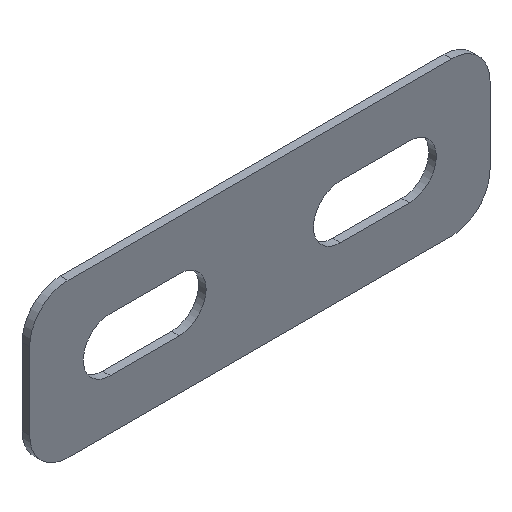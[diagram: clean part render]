
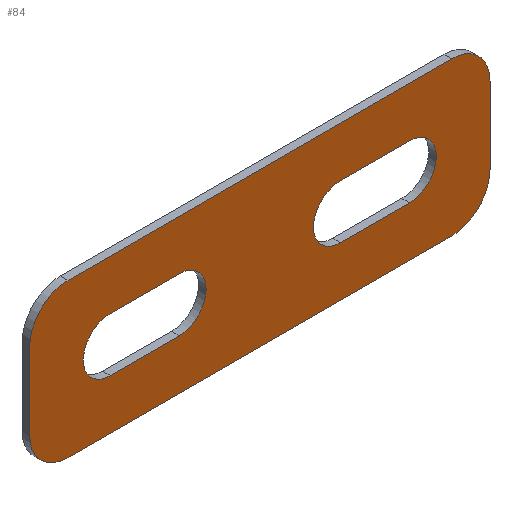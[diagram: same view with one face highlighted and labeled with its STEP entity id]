
A CAD part, isometric view. The second image highlights one B-rep face of the part: STEP entity #84.
In plain terms, the highlighted planar face has unit normal (0, -1, 0).
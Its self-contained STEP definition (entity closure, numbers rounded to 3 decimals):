
#1 = ORIENTED_EDGE ( 'NONE', *, *, #2143, .F. ) ;
#25 = CARTESIAN_POINT ( 'NONE',  ( 19.5, -1., 6.5 ) ) ;
#53 = DIRECTION ( 'NONE',  ( 0., 1., 0. ) ) ;
#83 = CARTESIAN_POINT ( 'NONE',  ( 60., -1., 15. ) ) ;
#84 = ADVANCED_FACE ( 'NONE', ( #1682, #1695, #1291 ), #281, .F. ) ;
#86 = CARTESIAN_POINT ( 'NONE',  ( 19.5, -1., 13.5 ) ) ;
#95 = ORIENTED_EDGE ( 'NONE', *, *, #285, .T. ) ;
#97 = AXIS2_PLACEMENT_3D ( 'NONE', #240, #53, #846 ) ;
#127 = DIRECTION ( 'NONE',  ( 1., 0., 0. ) ) ;
#156 = CARTESIAN_POINT ( 'NONE',  ( 10.5, -1., 13.5 ) ) ;
#161 = DIRECTION ( 'NONE',  ( 0., 0., 1. ) ) ;
#170 = VECTOR ( 'NONE', #1274, 1000. ) ;
#171 = DIRECTION ( 'NONE',  ( 0., 0., 1. ) ) ;
#208 = AXIS2_PLACEMENT_3D ( 'NONE', #1477, #1066, #296 ) ;
#212 = ORIENTED_EDGE ( 'NONE', *, *, #2473, .F. ) ;
#240 = CARTESIAN_POINT ( 'NONE',  ( 19.5, -1., 10. ) ) ;
#278 = DIRECTION ( 'NONE',  ( 0., 0., -1. ) ) ;
#281 = PLANE ( 'NONE',  #208 ) ;
#282 = EDGE_LOOP ( 'NONE', ( #212, #1, #1188, #627, #931, #2039, #1905, #2003 ) ) ;
#285 = EDGE_CURVE ( 'NONE', #1821, #2412, #421, .T. ) ;
#296 = DIRECTION ( 'NONE',  ( 0., 0., 1. ) ) ;
#421 = CIRCLE ( 'NONE', #825, 3.5 ) ;
#423 = CARTESIAN_POINT ( 'NONE',  ( 0., -1., 5. ) ) ;
#457 = DIRECTION ( 'NONE',  ( 0., 0., -1. ) ) ;
#460 = VERTEX_POINT ( 'NONE', #2474 ) ;
#461 = ORIENTED_EDGE ( 'NONE', *, *, #1594, .T. ) ;
#493 = DIRECTION ( 'NONE',  ( 0., 1., 0. ) ) ;
#533 = CARTESIAN_POINT ( 'NONE',  ( 10.5, -1., 10. ) ) ;
#560 = LINE ( 'NONE', #797, #1847 ) ;
#567 = DIRECTION ( 'NONE',  ( 0., 1., 0. ) ) ;
#608 = LINE ( 'NONE', #2496, #1474 ) ;
#616 = EDGE_CURVE ( 'NONE', #1852, #1045, #2041, .T. ) ;
#621 = DIRECTION ( 'NONE',  ( 0., 0., -1. ) ) ;
#627 = ORIENTED_EDGE ( 'NONE', *, *, #1860, .F. ) ;
#681 = EDGE_CURVE ( 'NONE', #2412, #1685, #1098, .T. ) ;
#729 = EDGE_CURVE ( 'NONE', #2310, #907, #2082, .T. ) ;
#756 = VERTEX_POINT ( 'NONE', #86 ) ;
#761 = CARTESIAN_POINT ( 'NONE',  ( 49.5, -1., 13.5 ) ) ;
#797 = CARTESIAN_POINT ( 'NONE',  ( 5., -1., 0. ) ) ;
#820 = CARTESIAN_POINT ( 'NONE',  ( 40.5, -1., 6.5 ) ) ;
#825 = AXIS2_PLACEMENT_3D ( 'NONE', #1592, #838, #278 ) ;
#831 = AXIS2_PLACEMENT_3D ( 'NONE', #1338, #567, #171 ) ;
#838 = DIRECTION ( 'NONE',  ( 0., 1., 0. ) ) ;
#843 = CARTESIAN_POINT ( 'NONE',  ( 55., -1., 15. ) ) ;
#846 = DIRECTION ( 'NONE',  ( 0., 0., 1. ) ) ;
#896 = EDGE_CURVE ( 'NONE', #1408, #2101, #2512, .T. ) ;
#905 = CARTESIAN_POINT ( 'NONE',  ( 49.5, -1., 13.5 ) ) ;
#907 = VERTEX_POINT ( 'NONE', #1354 ) ;
#913 = VECTOR ( 'NONE', #1797, 1000. ) ;
#928 = CARTESIAN_POINT ( 'NONE',  ( 0., -1., 15. ) ) ;
#929 = CARTESIAN_POINT ( 'NONE',  ( 60., -1., 5. ) ) ;
#931 = ORIENTED_EDGE ( 'NONE', *, *, #2162, .F. ) ;
#957 = ORIENTED_EDGE ( 'NONE', *, *, #681, .T. ) ;
#1013 = EDGE_CURVE ( 'NONE', #1685, #2464, #2043, .T. ) ;
#1018 = ORIENTED_EDGE ( 'NONE', *, *, #2468, .T. ) ;
#1024 = CARTESIAN_POINT ( 'NONE',  ( 55., -1., 20. ) ) ;
#1045 = VERTEX_POINT ( 'NONE', #2180 ) ;
#1060 = DIRECTION ( 'NONE',  ( 0., 1., 0. ) ) ;
#1066 = DIRECTION ( 'NONE',  ( 0., 1., 0. ) ) ;
#1073 = CARTESIAN_POINT ( 'NONE',  ( 40.5, -1., 13.5 ) ) ;
#1098 = LINE ( 'NONE', #905, #170 ) ;
#1110 = DIRECTION ( 'NONE',  ( 0., 0., 1. ) ) ;
#1118 = CIRCLE ( 'NONE', #831, 5. ) ;
#1122 = VECTOR ( 'NONE', #1152, 1000. ) ;
#1124 = DIRECTION ( 'NONE',  ( 0., 0., 1. ) ) ;
#1152 = DIRECTION ( 'NONE',  ( -1., 0., 0. ) ) ;
#1176 = ORIENTED_EDGE ( 'NONE', *, *, #1814, .T. ) ;
#1188 = ORIENTED_EDGE ( 'NONE', *, *, #616, .F. ) ;
#1200 = AXIS2_PLACEMENT_3D ( 'NONE', #533, #493, #1110 ) ;
#1229 = LINE ( 'NONE', #1024, #913 ) ;
#1250 = CARTESIAN_POINT ( 'NONE',  ( 55., -1., 5. ) ) ;
#1274 = DIRECTION ( 'NONE',  ( 1., 0., 0. ) ) ;
#1291 = FACE_OUTER_BOUND ( 'NONE', #282, .T. ) ;
#1302 = LINE ( 'NONE', #156, #2135 ) ;
#1312 = DIRECTION ( 'NONE',  ( 0., 0., -1. ) ) ;
#1321 = EDGE_CURVE ( 'NONE', #2101, #1833, #1118, .T. ) ;
#1329 = DIRECTION ( 'NONE',  ( -1., 0., 0. ) ) ;
#1338 = CARTESIAN_POINT ( 'NONE',  ( 5., -1., 15. ) ) ;
#1354 = CARTESIAN_POINT ( 'NONE',  ( 10.5, -1., 13.5 ) ) ;
#1361 = AXIS2_PLACEMENT_3D ( 'NONE', #1978, #2348, #621 ) ;
#1408 = VERTEX_POINT ( 'NONE', #423 ) ;
#1414 = CARTESIAN_POINT ( 'NONE',  ( 5., -1., 20. ) ) ;
#1433 = VECTOR ( 'NONE', #1312, 1000. ) ;
#1442 = VERTEX_POINT ( 'NONE', #25 ) ;
#1448 = ORIENTED_EDGE ( 'NONE', *, *, #1013, .T. ) ;
#1458 = CARTESIAN_POINT ( 'NONE',  ( 60., -1., 5. ) ) ;
#1467 = CARTESIAN_POINT ( 'NONE',  ( 10.5, -1., 6.5 ) ) ;
#1474 = VECTOR ( 'NONE', #1917, 1000. ) ;
#1475 = CIRCLE ( 'NONE', #2138, 5. ) ;
#1477 = CARTESIAN_POINT ( 'NONE',  ( 5., -1., 5. ) ) ;
#1484 = LINE ( 'NONE', #929, #1433 ) ;
#1543 = CARTESIAN_POINT ( 'NONE',  ( 5., -1., 5. ) ) ;
#1561 = DIRECTION ( 'NONE',  ( 0., 1., 0. ) ) ;
#1592 = CARTESIAN_POINT ( 'NONE',  ( 40.5, -1., 10. ) ) ;
#1594 = EDGE_CURVE ( 'NONE', #907, #756, #1302, .T. ) ;
#1636 = AXIS2_PLACEMENT_3D ( 'NONE', #1543, #1561, #1124 ) ;
#1682 = FACE_BOUND ( 'NONE', #2259, .T. ) ;
#1685 = VERTEX_POINT ( 'NONE', #761 ) ;
#1695 = FACE_BOUND ( 'NONE', #2306, .T. ) ;
#1717 = CARTESIAN_POINT ( 'NONE',  ( 0., -1., 15. ) ) ;
#1727 = CARTESIAN_POINT ( 'NONE',  ( 49.5, -1., 6.5 ) ) ;
#1728 = VERTEX_POINT ( 'NONE', #2119 ) ;
#1743 = LINE ( 'NONE', #2115, #1122 ) ;
#1797 = DIRECTION ( 'NONE',  ( 1., 0., 0. ) ) ;
#1814 = EDGE_CURVE ( 'NONE', #756, #1442, #2005, .T. ) ;
#1818 = EDGE_CURVE ( 'NONE', #1833, #460, #1229, .T. ) ;
#1821 = VERTEX_POINT ( 'NONE', #820 ) ;
#1833 = VERTEX_POINT ( 'NONE', #1414 ) ;
#1847 = VECTOR ( 'NONE', #1329, 1000. ) ;
#1852 = VERTEX_POINT ( 'NONE', #1458 ) ;
#1860 = EDGE_CURVE ( 'NONE', #2335, #1852, #1484, .T. ) ;
#1885 = AXIS2_PLACEMENT_3D ( 'NONE', #1250, #2350, #457 ) ;
#1905 = ORIENTED_EDGE ( 'NONE', *, *, #1321, .F. ) ;
#1917 = DIRECTION ( 'NONE',  ( -1., 0., 0. ) ) ;
#1951 = ORIENTED_EDGE ( 'NONE', *, *, #729, .T. ) ;
#1978 = CARTESIAN_POINT ( 'NONE',  ( 49.5, -1., 10. ) ) ;
#2003 = ORIENTED_EDGE ( 'NONE', *, *, #896, .F. ) ;
#2005 = CIRCLE ( 'NONE', #97, 3.5 ) ;
#2007 = CIRCLE ( 'NONE', #1636, 5. ) ;
#2029 = EDGE_CURVE ( 'NONE', #2464, #1821, #1743, .T. ) ;
#2039 = ORIENTED_EDGE ( 'NONE', *, *, #1818, .F. ) ;
#2041 = CIRCLE ( 'NONE', #1885, 5. ) ;
#2043 = CIRCLE ( 'NONE', #1361, 3.5 ) ;
#2082 = CIRCLE ( 'NONE', #1200, 3.5 ) ;
#2101 = VERTEX_POINT ( 'NONE', #1717 ) ;
#2115 = CARTESIAN_POINT ( 'NONE',  ( 49.5, -1., 6.5 ) ) ;
#2119 = CARTESIAN_POINT ( 'NONE',  ( 5., -1., 0. ) ) ;
#2135 = VECTOR ( 'NONE', #127, 1000. ) ;
#2138 = AXIS2_PLACEMENT_3D ( 'NONE', #843, #1060, #2181 ) ;
#2143 = EDGE_CURVE ( 'NONE', #1045, #1728, #560, .T. ) ;
#2162 = EDGE_CURVE ( 'NONE', #460, #2335, #1475, .T. ) ;
#2180 = CARTESIAN_POINT ( 'NONE',  ( 55., -1., 0. ) ) ;
#2181 = DIRECTION ( 'NONE',  ( 0., 0., 1. ) ) ;
#2259 = EDGE_LOOP ( 'NONE', ( #957, #1448, #2369, #95 ) ) ;
#2306 = EDGE_LOOP ( 'NONE', ( #1018, #1951, #461, #1176 ) ) ;
#2310 = VERTEX_POINT ( 'NONE', #1467 ) ;
#2335 = VERTEX_POINT ( 'NONE', #83 ) ;
#2348 = DIRECTION ( 'NONE',  ( 0., 1., 0. ) ) ;
#2350 = DIRECTION ( 'NONE',  ( 0., 1., 0. ) ) ;
#2369 = ORIENTED_EDGE ( 'NONE', *, *, #2029, .T. ) ;
#2412 = VERTEX_POINT ( 'NONE', #1073 ) ;
#2437 = VECTOR ( 'NONE', #161, 1000. ) ;
#2464 = VERTEX_POINT ( 'NONE', #1727 ) ;
#2468 = EDGE_CURVE ( 'NONE', #1442, #2310, #608, .T. ) ;
#2473 = EDGE_CURVE ( 'NONE', #1728, #1408, #2007, .T. ) ;
#2474 = CARTESIAN_POINT ( 'NONE',  ( 55., -1., 20. ) ) ;
#2496 = CARTESIAN_POINT ( 'NONE',  ( 10.5, -1., 6.5 ) ) ;
#2512 = LINE ( 'NONE', #928, #2437 ) ;
